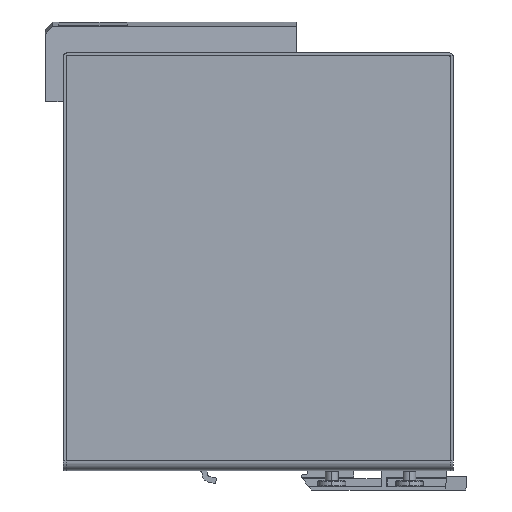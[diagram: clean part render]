
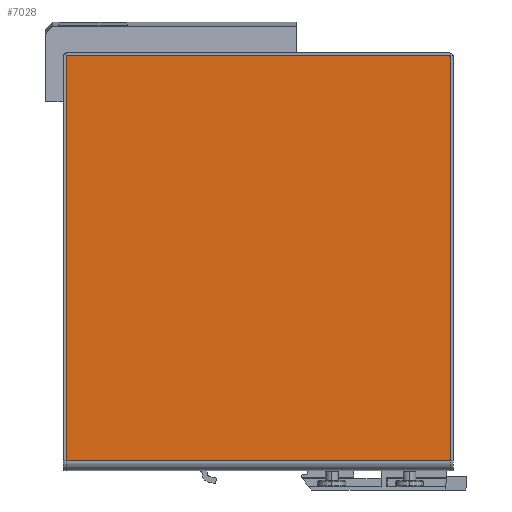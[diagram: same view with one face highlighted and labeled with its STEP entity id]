
A CAD part, left-side view. The second image highlights one B-rep face of the part: STEP entity #7028.
In plain terms, the highlighted face is planar.
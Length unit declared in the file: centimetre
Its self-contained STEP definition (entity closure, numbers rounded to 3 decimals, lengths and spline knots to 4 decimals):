
#762=VECTOR('',#8509,1.);
#768=VECTOR('',#8527,1.);
#770=VECTOR('',#8534,1.);
#771=VECTOR('',#8535,1.);
#1617=LINE('',#11259,#762);
#1623=LINE('',#11279,#768);
#1625=LINE('',#11285,#770);
#1626=LINE('',#11287,#771);
#2411=VERTEX_POINT('',#11250);
#2412=VERTEX_POINT('',#11252);
#2414=VERTEX_POINT('',#11258);
#2418=VERTEX_POINT('',#11270);
#2421=VERTEX_POINT('',#11278);
#2423=VERTEX_POINT('',#11286);
#2832=CIRCLE('',#7484,0.05);
#2834=CIRCLE('',#7489,0.05);
#3373=EDGE_CURVE('',#2411,#2412,#2832,.T.);
#3377=EDGE_CURVE('',#2411,#2414,#1617,.T.);
#3382=EDGE_CURVE('',#2418,#2414,#2834,.T.);
#3387=EDGE_CURVE('',#2418,#2421,#1623,.T.);
#3390=EDGE_CURVE('',#2423,#2421,#1625,.T.);
#3391=EDGE_CURVE('',#2423,#2412,#1626,.T.);
#4919=ORIENTED_EDGE('',*,*,#3373,.F.);
#4920=ORIENTED_EDGE('',*,*,#3377,.T.);
#4921=ORIENTED_EDGE('',*,*,#3382,.F.);
#4922=ORIENTED_EDGE('',*,*,#3387,.T.);
#4923=ORIENTED_EDGE('',*,*,#3390,.F.);
#4924=ORIENTED_EDGE('',*,*,#3391,.T.);
#6179=EDGE_LOOP('',(#4919,#4920,#4921,#4922,#4923,#4924));
#6611=FACE_BOUND('',#6179,.T.);
#7028=ADVANCED_FACE('',(#6611),#12585,.T.);
#7484=AXIS2_PLACEMENT_3D('',#11251,#8503,#8504);
#7489=AXIS2_PLACEMENT_3D('',#11269,#8518,#8519);
#7495=AXIS2_PLACEMENT_3D('',#11284,#8533,$);
#8503=DIRECTION('',(0.,0.,-1.));
#8504=DIRECTION('',(0.035,-0.035,0.));
#8509=DIRECTION('',(0.,1.,0.));
#8518=DIRECTION('',(0.,0.,-1.));
#8519=DIRECTION('',(0.035,0.035,0.));
#8527=DIRECTION('',(-1.,0.,0.));
#8533=DIRECTION('',(0.,0.,1.));
#8534=DIRECTION('',(0.,1.,0.));
#8535=DIRECTION('',(1.,0.,0.));
#11250=CARTESIAN_POINT('',(7.48,0.05,3.5));
#11251=CARTESIAN_POINT('',(7.43,0.05,3.5));
#11252=CARTESIAN_POINT('',(7.43,0.,3.5));
#11258=CARTESIAN_POINT('',(7.48,13.81,3.5));
#11259=CARTESIAN_POINT('',(7.48,0.,3.5));
#11269=CARTESIAN_POINT('',(7.43,13.81,3.5));
#11270=CARTESIAN_POINT('',(7.43,13.86,3.5));
#11278=CARTESIAN_POINT('',(-7.13,13.86,3.5));
#11279=CARTESIAN_POINT('',(-7.13,13.86,3.5));
#11284=CARTESIAN_POINT('',(0.175,0.,3.5));
#11285=CARTESIAN_POINT('',(-7.13,0.,3.5));
#11286=CARTESIAN_POINT('',(-7.13,0.,3.5));
#11287=CARTESIAN_POINT('',(-7.13,0.,3.5));
#12585=PLANE('',#7495);
